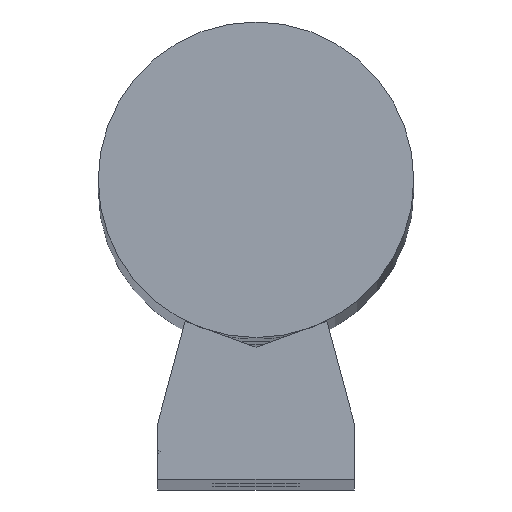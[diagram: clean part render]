
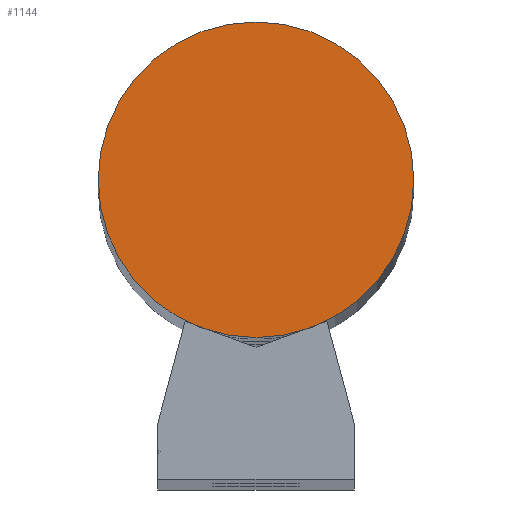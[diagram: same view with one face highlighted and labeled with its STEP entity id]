
A CAD part, top view. The second image highlights one B-rep face of the part: STEP entity #1144.
In plain terms, the highlighted planar face has unit normal (0, 0, 1).
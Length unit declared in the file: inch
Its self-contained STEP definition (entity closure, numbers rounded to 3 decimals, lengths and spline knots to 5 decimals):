
#14 = VERTEX_POINT ( 'NONE', #2677 ) ;
#304 = DIRECTION ( 'NONE',  ( 0., 0., 1. ) ) ;
#320 = CARTESIAN_POINT ( 'NONE',  ( 0., 1.187, 0. ) ) ;
#521 = CARTESIAN_POINT ( 'NONE',  ( -0.625, 1.187, 0. ) ) ;
#544 = EDGE_CURVE ( 'NONE', #14, #1097, #1083, .T. ) ;
#555 = DIRECTION ( 'NONE',  ( 1., 0., 0. ) ) ;
#823 = DIRECTION ( 'NONE',  ( 1., 0., 0. ) ) ;
#985 = CARTESIAN_POINT ( 'NONE',  ( 0., 1.187, 0. ) ) ;
#1083 = CIRCLE ( 'NONE', #1217, 0.625 ) ;
#1097 = VERTEX_POINT ( 'NONE', #521 ) ;
#1141 = DIRECTION ( 'NONE',  ( 1., 0., 0. ) ) ;
#1144 = ADVANCED_FACE ( 'NONE', ( #2065 ), #1364, .T. ) ;
#1217 = AXIS2_PLACEMENT_3D ( 'NONE', #985, #1868, #555 ) ;
#1364 = PLANE ( 'NONE',  #2423 ) ;
#1469 = AXIS2_PLACEMENT_3D ( 'NONE', #2269, #304, #823 ) ;
#1616 = EDGE_CURVE ( 'NONE', #1097, #14, #2254, .T. ) ;
#1868 = DIRECTION ( 'NONE',  ( 0., 0., 1. ) ) ;
#2065 = FACE_OUTER_BOUND ( 'NONE', #2813, .T. ) ;
#2254 = CIRCLE ( 'NONE', #1469, 0.625 ) ;
#2257 = ORIENTED_EDGE ( 'NONE', *, *, #1616, .T. ) ;
#2269 = CARTESIAN_POINT ( 'NONE',  ( 0., 1.187, 0. ) ) ;
#2423 = AXIS2_PLACEMENT_3D ( 'NONE', #320, #2698, #1141 ) ;
#2660 = ORIENTED_EDGE ( 'NONE', *, *, #544, .T. ) ;
#2677 = CARTESIAN_POINT ( 'NONE',  ( 0.625, 1.187, 0. ) ) ;
#2698 = DIRECTION ( 'NONE',  ( 0., 0., 1. ) ) ;
#2813 = EDGE_LOOP ( 'NONE', ( #2660, #2257 ) ) ;
